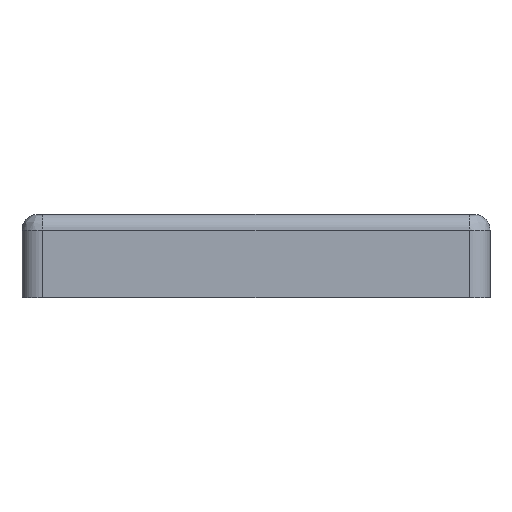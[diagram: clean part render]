
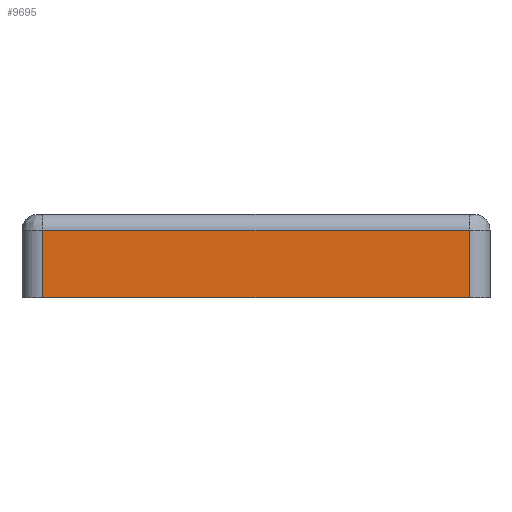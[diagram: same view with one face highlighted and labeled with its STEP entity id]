
A CAD part, front view. The second image highlights one B-rep face of the part: STEP entity #9695.
In plain terms, the highlighted planar face has unit normal (0, -1, 0).
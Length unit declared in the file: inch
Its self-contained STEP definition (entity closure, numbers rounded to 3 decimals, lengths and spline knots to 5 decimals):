
#309 = AXIS2_PLACEMENT_3D ( 'NONE', #5537, #588, #6380 ) ;
#319 = CARTESIAN_POINT ( 'NONE',  ( -1.77165, -1.77165, 0.51181 ) ) ;
#412 = ORIENTED_EDGE ( 'NONE', *, *, #9137, .F. ) ;
#588 = DIRECTION ( 'NONE',  ( 0., 1., 0. ) ) ;
#789 = FACE_OUTER_BOUND ( 'NONE', #2184, .T. ) ;
#1261 = EDGE_CURVE ( 'NONE', #6141, #1489, #6537, .T. ) ;
#1431 = CARTESIAN_POINT ( 'NONE',  ( -1.61417, -1.77165, 0.51181 ) ) ;
#1489 = VERTEX_POINT ( 'NONE', #8446 ) ;
#1961 = VECTOR ( 'NONE', #7066, 39.37008 ) ;
#2184 = EDGE_LOOP ( 'NONE', ( #4023, #412, #4907, #4064 ) ) ;
#2226 = LINE ( 'NONE', #9614, #4426 ) ;
#2478 = VERTEX_POINT ( 'NONE', #5533 ) ;
#3482 = CARTESIAN_POINT ( 'NONE',  ( -1.61417, -1.77165, 0. ) ) ;
#3753 = VECTOR ( 'NONE', #8593, 39.37008 ) ;
#4023 = ORIENTED_EDGE ( 'NONE', *, *, #1261, .F. ) ;
#4064 = ORIENTED_EDGE ( 'NONE', *, *, #9507, .F. ) ;
#4426 = VECTOR ( 'NONE', #4677, 39.37008 ) ;
#4477 = DIRECTION ( 'NONE',  ( 1., 0., 0. ) ) ;
#4674 = PLANE ( 'NONE',  #309 ) ;
#4677 = DIRECTION ( 'NONE',  ( 0., 0., 1. ) ) ;
#4907 = ORIENTED_EDGE ( 'NONE', *, *, #6589, .F. ) ;
#4991 = VECTOR ( 'NONE', #4477, 39.37008 ) ;
#5183 = CARTESIAN_POINT ( 'NONE',  ( 1.61417, -1.77165, 0.62992 ) ) ;
#5533 = CARTESIAN_POINT ( 'NONE',  ( 1.61417, -1.77165, 0. ) ) ;
#5537 = CARTESIAN_POINT ( 'NONE',  ( -1.77165, -1.77165, 0.62992 ) ) ;
#6141 = VERTEX_POINT ( 'NONE', #1431 ) ;
#6380 = DIRECTION ( 'NONE',  ( 0., 0., 1. ) ) ;
#6537 = LINE ( 'NONE', #319, #4991 ) ;
#6589 = EDGE_CURVE ( 'NONE', #2478, #9055, #8306, .T. ) ;
#7066 = DIRECTION ( 'NONE',  ( -1., 0., 0. ) ) ;
#7705 = CARTESIAN_POINT ( 'NONE',  ( -1.77165, -1.77165, 0. ) ) ;
#8306 = LINE ( 'NONE', #7705, #1961 ) ;
#8446 = CARTESIAN_POINT ( 'NONE',  ( 1.61417, -1.77165, 0.51181 ) ) ;
#8593 = DIRECTION ( 'NONE',  ( 0., 0., -1. ) ) ;
#9055 = VERTEX_POINT ( 'NONE', #3482 ) ;
#9137 = EDGE_CURVE ( 'NONE', #9055, #6141, #2226, .T. ) ;
#9507 = EDGE_CURVE ( 'NONE', #1489, #2478, #10324, .T. ) ;
#9614 = CARTESIAN_POINT ( 'NONE',  ( -1.61417, -1.77165, 0.62992 ) ) ;
#9695 = ADVANCED_FACE ( 'NONE', ( #789 ), #4674, .F. ) ;
#10324 = LINE ( 'NONE', #5183, #3753 ) ;
